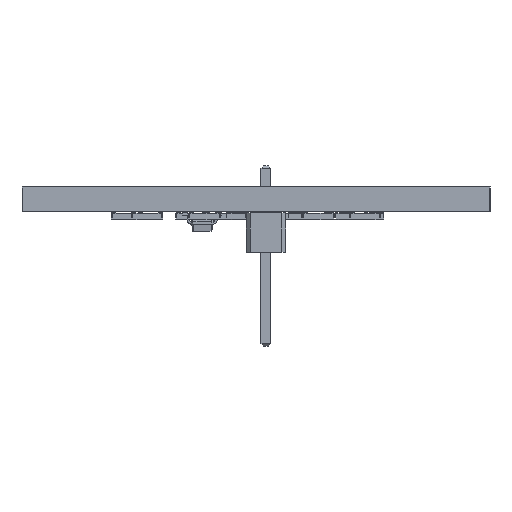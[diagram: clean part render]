
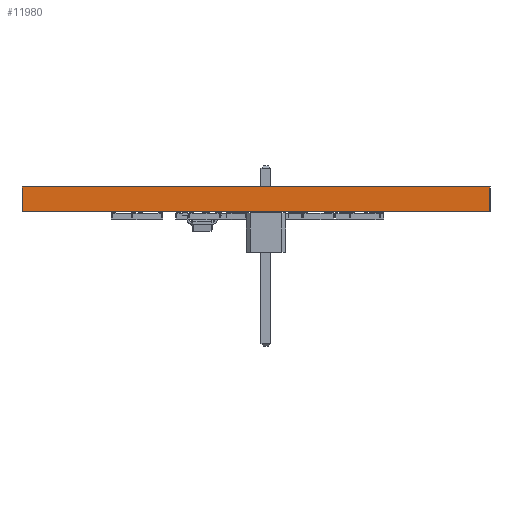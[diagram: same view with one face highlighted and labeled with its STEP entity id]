
A CAD part, left-side view. The second image highlights one B-rep face of the part: STEP entity #11980.
In plain terms, the highlighted planar face has unit normal (-1, 0, 0).
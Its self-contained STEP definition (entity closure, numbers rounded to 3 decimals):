
#11864 = EDGE_CURVE('',#11865,#11867,#11869,.T.);
#11865 = VERTEX_POINT('',#11866);
#11866 = CARTESIAN_POINT('',(133.094,-74.455,0.));
#11867 = VERTEX_POINT('',#11868);
#11868 = CARTESIAN_POINT('',(133.094,-74.455,1.6));
#11869 = SURFACE_CURVE('',#11870,(#11874,#11886),.PCURVE_S1.);
#11870 = LINE('',#11871,#11872);
#11871 = CARTESIAN_POINT('',(133.094,-74.455,0.));
#11872 = VECTOR('',#11873,1.);
#11873 = DIRECTION('',(0.,0.,1.));
#11874 = PCURVE('',#11875,#11880);
#11875 = PLANE('',#11876);
#11876 = AXIS2_PLACEMENT_3D('',#11877,#11878,#11879);
#11877 = CARTESIAN_POINT('',(133.094,-74.455,0.));
#11878 = DIRECTION('',(0.,1.,0.));
#11879 = DIRECTION('',(1.,0.,0.));
#11880 = DEFINITIONAL_REPRESENTATION('',(#11881),#11885);
#11881 = LINE('',#11882,#11883);
#11882 = CARTESIAN_POINT('',(0.,0.));
#11883 = VECTOR('',#11884,1.);
#11884 = DIRECTION('',(0.,-1.));
#11885 = ( GEOMETRIC_REPRESENTATION_CONTEXT(2) 
PARAMETRIC_REPRESENTATION_CONTEXT() REPRESENTATION_CONTEXT('2D SPACE',''
  ) );
#11886 = PCURVE('',#11887,#11892);
#11887 = PLANE('',#11888);
#11888 = AXIS2_PLACEMENT_3D('',#11889,#11890,#11891);
#11889 = CARTESIAN_POINT('',(133.094,-104.423,0.));
#11890 = DIRECTION('',(-1.,0.,0.));
#11891 = DIRECTION('',(0.,1.,0.));
#11892 = DEFINITIONAL_REPRESENTATION('',(#11893),#11897);
#11893 = LINE('',#11894,#11895);
#11894 = CARTESIAN_POINT('',(29.968,0.));
#11895 = VECTOR('',#11896,1.);
#11896 = DIRECTION('',(0.,-1.));
#11897 = ( GEOMETRIC_REPRESENTATION_CONTEXT(2) 
PARAMETRIC_REPRESENTATION_CONTEXT() REPRESENTATION_CONTEXT('2D SPACE',''
  ) );
#11915 = PLANE('',#11916);
#11916 = AXIS2_PLACEMENT_3D('',#11917,#11918,#11919);
#11917 = CARTESIAN_POINT('',(158.238,-89.439,1.6));
#11918 = DIRECTION('',(-0.,-0.,-1.));
#11919 = DIRECTION('',(-1.,0.,0.));
#11969 = PLANE('',#11970);
#11970 = AXIS2_PLACEMENT_3D('',#11971,#11972,#11973);
#11971 = CARTESIAN_POINT('',(158.238,-89.439,0.));
#11972 = DIRECTION('',(-0.,-0.,-1.));
#11973 = DIRECTION('',(-1.,0.,0.));
#11980 = ADVANCED_FACE('',(#11981),#11887,.T.);
#11981 = FACE_BOUND('',#11982,.T.);
#11982 = EDGE_LOOP('',(#11983,#12013,#12034,#12035));
#11983 = ORIENTED_EDGE('',*,*,#11984,.T.);
#11984 = EDGE_CURVE('',#11985,#11987,#11989,.T.);
#11985 = VERTEX_POINT('',#11986);
#11986 = CARTESIAN_POINT('',(133.094,-104.423,0.));
#11987 = VERTEX_POINT('',#11988);
#11988 = CARTESIAN_POINT('',(133.094,-104.423,1.6));
#11989 = SURFACE_CURVE('',#11990,(#11994,#12001),.PCURVE_S1.);
#11990 = LINE('',#11991,#11992);
#11991 = CARTESIAN_POINT('',(133.094,-104.423,0.));
#11992 = VECTOR('',#11993,1.);
#11993 = DIRECTION('',(0.,0.,1.));
#11994 = PCURVE('',#11887,#11995);
#11995 = DEFINITIONAL_REPRESENTATION('',(#11996),#12000);
#11996 = LINE('',#11997,#11998);
#11997 = CARTESIAN_POINT('',(0.,0.));
#11998 = VECTOR('',#11999,1.);
#11999 = DIRECTION('',(0.,-1.));
#12000 = ( GEOMETRIC_REPRESENTATION_CONTEXT(2) 
PARAMETRIC_REPRESENTATION_CONTEXT() REPRESENTATION_CONTEXT('2D SPACE',''
  ) );
#12001 = PCURVE('',#12002,#12007);
#12002 = PLANE('',#12003);
#12003 = AXIS2_PLACEMENT_3D('',#12004,#12005,#12006);
#12004 = CARTESIAN_POINT('',(183.382,-104.423,0.));
#12005 = DIRECTION('',(0.,-1.,0.));
#12006 = DIRECTION('',(-1.,0.,0.));
#12007 = DEFINITIONAL_REPRESENTATION('',(#12008),#12012);
#12008 = LINE('',#12009,#12010);
#12009 = CARTESIAN_POINT('',(50.288,0.));
#12010 = VECTOR('',#12011,1.);
#12011 = DIRECTION('',(0.,-1.));
#12012 = ( GEOMETRIC_REPRESENTATION_CONTEXT(2) 
PARAMETRIC_REPRESENTATION_CONTEXT() REPRESENTATION_CONTEXT('2D SPACE',''
  ) );
#12013 = ORIENTED_EDGE('',*,*,#12014,.T.);
#12014 = EDGE_CURVE('',#11987,#11867,#12015,.T.);
#12015 = SURFACE_CURVE('',#12016,(#12020,#12027),.PCURVE_S1.);
#12016 = LINE('',#12017,#12018);
#12017 = CARTESIAN_POINT('',(133.094,-104.423,1.6));
#12018 = VECTOR('',#12019,1.);
#12019 = DIRECTION('',(0.,1.,0.));
#12020 = PCURVE('',#11887,#12021);
#12021 = DEFINITIONAL_REPRESENTATION('',(#12022),#12026);
#12022 = LINE('',#12023,#12024);
#12023 = CARTESIAN_POINT('',(0.,-1.6));
#12024 = VECTOR('',#12025,1.);
#12025 = DIRECTION('',(1.,0.));
#12026 = ( GEOMETRIC_REPRESENTATION_CONTEXT(2) 
PARAMETRIC_REPRESENTATION_CONTEXT() REPRESENTATION_CONTEXT('2D SPACE',''
  ) );
#12027 = PCURVE('',#11915,#12028);
#12028 = DEFINITIONAL_REPRESENTATION('',(#12029),#12033);
#12029 = LINE('',#12030,#12031);
#12030 = CARTESIAN_POINT('',(25.144,-14.984));
#12031 = VECTOR('',#12032,1.);
#12032 = DIRECTION('',(0.,1.));
#12033 = ( GEOMETRIC_REPRESENTATION_CONTEXT(2) 
PARAMETRIC_REPRESENTATION_CONTEXT() REPRESENTATION_CONTEXT('2D SPACE',''
  ) );
#12034 = ORIENTED_EDGE('',*,*,#11864,.F.);
#12035 = ORIENTED_EDGE('',*,*,#12036,.F.);
#12036 = EDGE_CURVE('',#11985,#11865,#12037,.T.);
#12037 = SURFACE_CURVE('',#12038,(#12042,#12049),.PCURVE_S1.);
#12038 = LINE('',#12039,#12040);
#12039 = CARTESIAN_POINT('',(133.094,-104.423,0.));
#12040 = VECTOR('',#12041,1.);
#12041 = DIRECTION('',(0.,1.,0.));
#12042 = PCURVE('',#11887,#12043);
#12043 = DEFINITIONAL_REPRESENTATION('',(#12044),#12048);
#12044 = LINE('',#12045,#12046);
#12045 = CARTESIAN_POINT('',(0.,0.));
#12046 = VECTOR('',#12047,1.);
#12047 = DIRECTION('',(1.,0.));
#12048 = ( GEOMETRIC_REPRESENTATION_CONTEXT(2) 
PARAMETRIC_REPRESENTATION_CONTEXT() REPRESENTATION_CONTEXT('2D SPACE',''
  ) );
#12049 = PCURVE('',#11969,#12050);
#12050 = DEFINITIONAL_REPRESENTATION('',(#12051),#12055);
#12051 = LINE('',#12052,#12053);
#12052 = CARTESIAN_POINT('',(25.144,-14.984));
#12053 = VECTOR('',#12054,1.);
#12054 = DIRECTION('',(0.,1.));
#12055 = ( GEOMETRIC_REPRESENTATION_CONTEXT(2) 
PARAMETRIC_REPRESENTATION_CONTEXT() REPRESENTATION_CONTEXT('2D SPACE',''
  ) );
